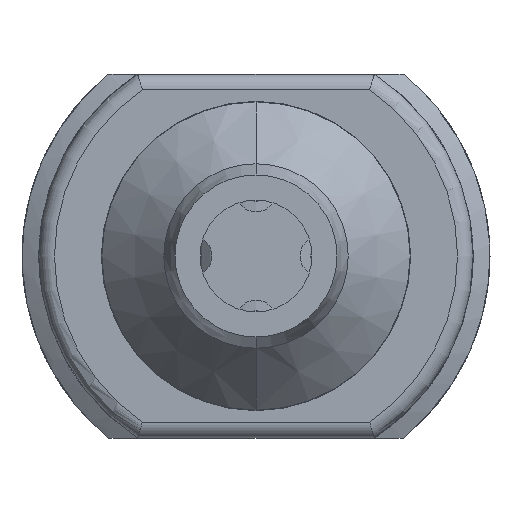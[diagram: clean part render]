
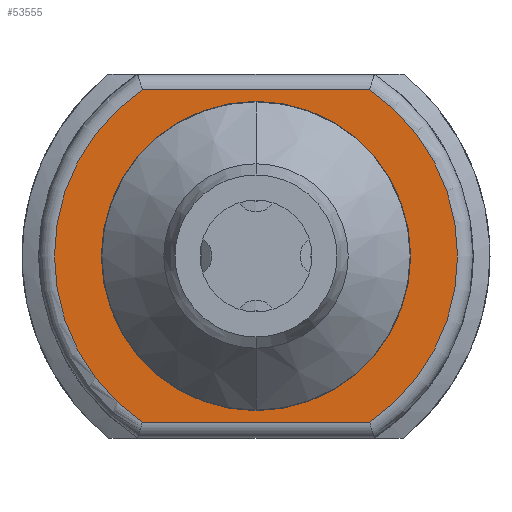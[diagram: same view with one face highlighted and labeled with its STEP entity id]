
A CAD part, front view. The second image highlights one B-rep face of the part: STEP entity #53555.
In plain terms, the highlighted face is planar.
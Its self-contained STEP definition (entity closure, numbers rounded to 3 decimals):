
#51676=DIRECTION('',(-1.,0.,0.));
#51677=VECTOR('',#51676,8.741);
#51678=CARTESIAN_POINT('',(4.371,0.,6.4));
#51679=LINE('',#51678,#51677);
#51684=CARTESIAN_POINT('',(0.,0.,0.));
#51685=DIRECTION('',(0.,1.,0.));
#51686=DIRECTION('',(0.,0.,1.));
#51687=AXIS2_PLACEMENT_3D('',#51684,#51685,#51686);
#51689=CARTESIAN_POINT('',(0.,0.,0.));
#51690=DIRECTION('',(0.,1.,0.));
#51691=DIRECTION('',(0.,0.,-1.));
#51692=AXIS2_PLACEMENT_3D('',#51689,#51690,#51691);
#51694=CARTESIAN_POINT('',(0.,0.,0.));
#51695=DIRECTION('',(0.,1.,0.));
#51696=DIRECTION('',(0.564,0.,0.826));
#51697=AXIS2_PLACEMENT_3D('',#51694,#51695,#51696);
#51713=DIRECTION('',(1.,0.,0.));
#51714=VECTOR('',#51713,8.741);
#51715=CARTESIAN_POINT('',(-4.37,0.,-6.4));
#51716=LINE('',#51715,#51714);
#51744=CARTESIAN_POINT('',(0.,0.,0.));
#51745=DIRECTION('',(0.,1.,0.));
#51746=DIRECTION('',(-0.564,0.,-0.826));
#51747=AXIS2_PLACEMENT_3D('',#51744,#51745,#51746);
#53030=CARTESIAN_POINT('',(4.37,0.,6.4));
#53031=CARTESIAN_POINT('',(4.37,0.,-6.4));
#53032=VERTEX_POINT('',#53030);
#53033=VERTEX_POINT('',#53031);
#53038=CARTESIAN_POINT('',(-4.371,0.,6.4));
#53039=VERTEX_POINT('',#53038);
#53044=CARTESIAN_POINT('',(-4.37,0.,-6.4));
#53045=VERTEX_POINT('',#53044);
#53286=CARTESIAN_POINT('',(0.,0.,5.95));
#53287=CARTESIAN_POINT('',(0.,0.,-5.95));
#53288=VERTEX_POINT('',#53286);
#53289=VERTEX_POINT('',#53287);
#53535=CARTESIAN_POINT('',(16.,0.,-11.448));
#53536=DIRECTION('',(0.,-1.,0.));
#53537=DIRECTION('',(-1.,0.,0.));
#53538=AXIS2_PLACEMENT_3D('',#53535,#53536,#53537);
#53539=PLANE('',#53538);
#53541=ORIENTED_EDGE('',*,*,#53540,.F.);
#53542=ORIENTED_EDGE('',*,*,#53525,.T.);
#53544=ORIENTED_EDGE('',*,*,#53543,.F.);
#53546=ORIENTED_EDGE('',*,*,#53545,.T.);
#53547=EDGE_LOOP('',(#53541,#53542,#53544,#53546));
#53548=FACE_OUTER_BOUND('',#53547,.F.);
#53550=ORIENTED_EDGE('',*,*,#53549,.T.);
#53552=ORIENTED_EDGE('',*,*,#53551,.T.);
#53553=EDGE_LOOP('',(#53550,#53552));
#53554=FACE_BOUND('',#53553,.F.);
#51688=CIRCLE('',#51687,5.95);
#51693=CIRCLE('',#51692,5.95);
#51698=CIRCLE('',#51697,7.75);
#51748=CIRCLE('',#51747,7.75);
#53525=EDGE_CURVE('',#53032,#53039,#51679,.T.);
#53540=EDGE_CURVE('',#53032,#53033,#51698,.T.);
#53543=EDGE_CURVE('',#53045,#53039,#51748,.T.);
#53545=EDGE_CURVE('',#53045,#53033,#51716,.T.);
#53549=EDGE_CURVE('',#53288,#53289,#51688,.T.);
#53551=EDGE_CURVE('',#53289,#53288,#51693,.T.);
#53555=ADVANCED_FACE('',(#53548,#53554),#53539,.F.);
